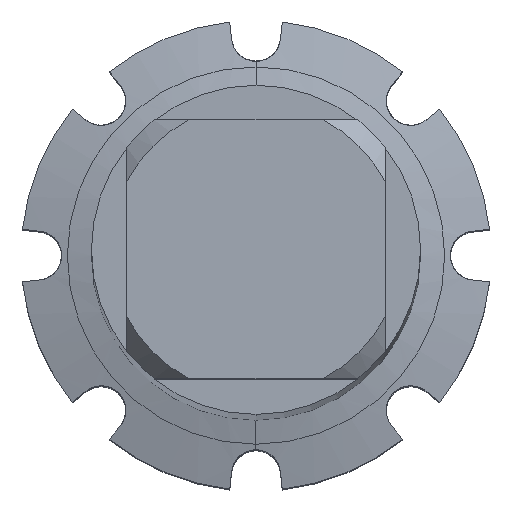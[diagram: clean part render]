
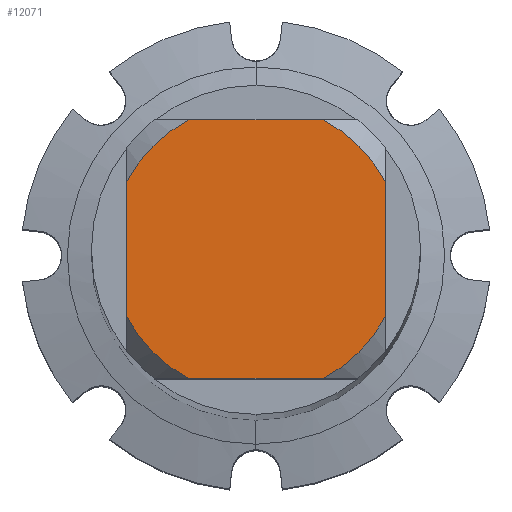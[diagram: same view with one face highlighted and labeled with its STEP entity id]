
A CAD part, top view. The second image highlights one B-rep face of the part: STEP entity #12071.
In plain terms, the highlighted planar face has unit normal (0, 0, 1).
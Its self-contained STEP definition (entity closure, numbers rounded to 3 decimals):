
#4419=VERTEX_POINT('',#12846);
#5069=VERTEX_POINT('',#13546);
#5335=EDGE_CURVE('',#9723,#6123,#13834,.T.);
#6123=VERTEX_POINT('',#14681);
#8039=VERTEX_POINT('',#16751);
#8049=VERTEX_POINT('',#16761);
#8061=EDGE_CURVE('',#5069,#10057,#16773,.T.);
#8717=EDGE_CURVE('',#8049,#9645,#17476,.T.);
#9389=EDGE_CURVE('',#4419,#6123,#18215,.T.);
#9613=EDGE_CURVE('',#4419,#8039,#18461,.T.);
#9645=VERTEX_POINT('',#18498);
#9723=VERTEX_POINT('',#18583);
#10057=VERTEX_POINT('',#18944);
#10205=EDGE_CURVE('',#8049,#10057,#19106,.T.);
#11447=EDGE_CURVE('',#9723,#9645,#20454,.T.);
#11877=EDGE_CURVE('',#5069,#8039,#20926,.T.);
#12071=ADVANCED_FACE('',(#21138),#21139,.T.);
#12846=CARTESIAN_POINT('',(2.75,-1.431,0.0));
#13546=CARTESIAN_POINT('',(-1.431,-2.75,0.0));
#13834=CIRCLE('',#23935,3.1);
#14681=CARTESIAN_POINT('',(2.75,1.431,0.0));
#16751=CARTESIAN_POINT('',(1.431,-2.75,0.0));
#16761=CARTESIAN_POINT('',(-2.75,1.431,0.0));
#16773=CIRCLE('',#29266,3.1);
#17476=CIRCLE('',#30546,3.1);
#18215=LINE('',#31849,#31850);
#18461=CIRCLE('',#32286,3.1);
#18498=CARTESIAN_POINT('',(-1.431,2.75,0.0));
#18583=CARTESIAN_POINT('',(1.431,2.75,0.0));
#18944=CARTESIAN_POINT('',(-2.75,-1.431,0.0));
#19106=LINE('',#33372,#33373);
#20454=LINE('',#35817,#35818);
#20926=LINE('',#36589,#36590);
#21138=FACE_OUTER_BOUND('',#36988,.T.);
#21139=PLANE('',#36989);
#23935=AXIS2_PLACEMENT_3D('',#39310,#39311,#39312);
#29266=AXIS2_PLACEMENT_3D('',#42188,#42189,#42190);
#30546=AXIS2_PLACEMENT_3D('',#43002,#43003,#43004);
#31849=CARTESIAN_POINT('',(2.75,0.775,0.0));
#31850=VECTOR('',#43794,1.0);
#32286=AXIS2_PLACEMENT_3D('',#44049,#44050,#44051);
#33372=CARTESIAN_POINT('',(-2.75,0.775,0.0));
#33373=VECTOR('',#44715,1.0);
#35817=CARTESIAN_POINT('',(0.0,2.75,0.0));
#35818=VECTOR('',#46108,1.0);
#36589=CARTESIAN_POINT('',(0.0,-2.75,0.0));
#36590=VECTOR('',#46716,1.0);
#36988=EDGE_LOOP('',(#47016,#47017,#47018,#47019,#47020,#47021,#47022,#47023));
#36989=AXIS2_PLACEMENT_3D('',#47024,#47025,#47026);
#39310=CARTESIAN_POINT('',(0.0,0.0,0.0));
#39311=DIRECTION('',(0.0,0.0,-1.0));
#39312=DIRECTION('',(0.0,1.0,0.0));
#42188=CARTESIAN_POINT('',(0.0,0.0,0.0));
#42189=DIRECTION('',(0.0,0.0,-1.0));
#42190=DIRECTION('',(0.0,1.0,0.0));
#43002=CARTESIAN_POINT('',(0.0,0.0,0.0));
#43003=DIRECTION('',(0.0,0.0,-1.0));
#43004=DIRECTION('',(0.0,1.0,0.0));
#43794=DIRECTION('',(-0.0,1.0,0.0));
#44049=CARTESIAN_POINT('',(0.0,0.0,0.0));
#44050=DIRECTION('',(0.0,0.0,-1.0));
#44051=DIRECTION('',(0.0,1.0,0.0));
#44715=DIRECTION('',(-0.0,-1.0,0.0));
#46108=DIRECTION('',(-1.0,0.0,0.0));
#46716=DIRECTION('',(1.0,0.0,0.0));
#47016=ORIENTED_EDGE('',*,*,#10205,.T.);
#47017=ORIENTED_EDGE('',*,*,#8061,.F.);
#47018=ORIENTED_EDGE('',*,*,#11877,.T.);
#47019=ORIENTED_EDGE('',*,*,#9613,.F.);
#47020=ORIENTED_EDGE('',*,*,#9389,.T.);
#47021=ORIENTED_EDGE('',*,*,#5335,.F.);
#47022=ORIENTED_EDGE('',*,*,#11447,.T.);
#47023=ORIENTED_EDGE('',*,*,#8717,.F.);
#47024=CARTESIAN_POINT('',(0.0,1.55,0.0));
#47025=DIRECTION('',(-0.0,0.0,1.0));
#47026=DIRECTION('',(0.0,-1.0,0.0));
